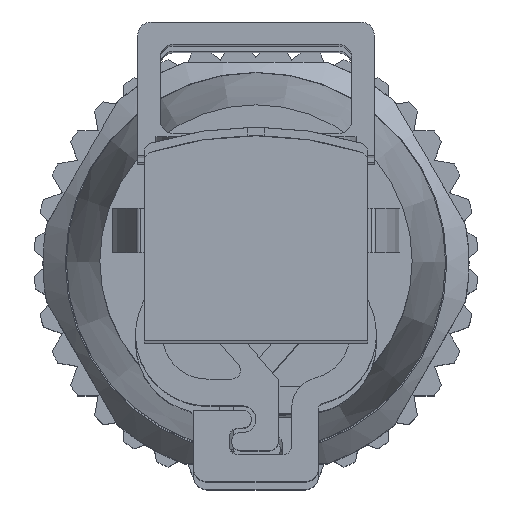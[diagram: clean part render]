
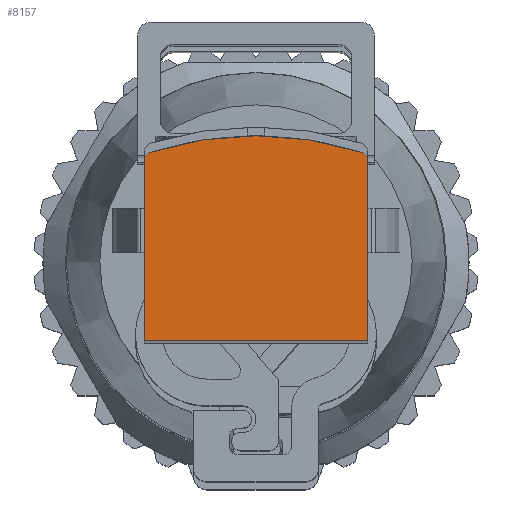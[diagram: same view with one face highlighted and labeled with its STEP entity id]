
A CAD part, top view. The second image highlights one B-rep face of the part: STEP entity #8157.
In plain terms, the highlighted planar face has unit normal (0, 0, 1).
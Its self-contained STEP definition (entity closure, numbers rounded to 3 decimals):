
#67=PLANE('',#8571);
#349=LINE('',#11268,#971);
#351=LINE('',#11271,#973);
#364=LINE('',#11298,#986);
#971=VECTOR('',#9316,1000.);
#973=VECTOR('',#9320,1000.);
#986=VECTOR('',#9341,1000.);
#1543=CIRCLE('',#8525,7.7);
#1562=CIRCLE('',#8553,0.2);
#1563=CIRCLE('',#8555,0.2);
#1957=ORIENTED_EDGE('',*,*,#3700,.T.);
#1958=ORIENTED_EDGE('',*,*,#3723,.T.);
#1959=ORIENTED_EDGE('',*,*,#3740,.T.);
#1960=ORIENTED_EDGE('',*,*,#3725,.T.);
#1961=ORIENTED_EDGE('',*,*,#3702,.T.);
#1962=ORIENTED_EDGE('',*,*,#3646,.T.);
#3646=EDGE_CURVE('',#4556,#4555,#1543,.T.);
#3700=EDGE_CURVE('',#4555,#4600,#1562,.T.);
#3702=EDGE_CURVE('',#4601,#4556,#1563,.T.);
#3723=EDGE_CURVE('',#4600,#4617,#349,.T.);
#3725=EDGE_CURVE('',#4618,#4601,#351,.T.);
#3740=EDGE_CURVE('',#4617,#4618,#364,.T.);
#4555=VERTEX_POINT('',#11111);
#4556=VERTEX_POINT('',#11113);
#4600=VERTEX_POINT('',#11219);
#4601=VERTEX_POINT('',#11223);
#4617=VERTEX_POINT('',#11267);
#4618=VERTEX_POINT('',#11272);
#5172=EDGE_LOOP('',(#1957,#1958,#1959,#1960,#1961,#1962));
#5592=FACE_BOUND('',#5172,.T.);
#8157=ADVANCED_FACE('',(#5592),#67,.T.);
#8525=AXIS2_PLACEMENT_3D('',#11112,#9189,#9190);
#8553=AXIS2_PLACEMENT_3D('',#11220,#9280,#9281);
#8555=AXIS2_PLACEMENT_3D('',#11224,#9285,#9286);
#8571=AXIS2_PLACEMENT_3D('',#11302,#9348,#9349);
#9189=DIRECTION('',(0.,0.,1.));
#9190=DIRECTION('',(1.,0.,0.));
#9280=DIRECTION('',(0.,0.,1.));
#9281=DIRECTION('',(1.,0.,0.));
#9285=DIRECTION('',(0.,0.,1.));
#9286=DIRECTION('',(1.,0.,0.));
#9316=DIRECTION('',(0.,-1.,0.));
#9320=DIRECTION('',(0.,1.,0.));
#9341=DIRECTION('',(1.,0.,0.));
#9348=DIRECTION('',(0.,0.,1.));
#9349=DIRECTION('',(1.,0.,0.));
#11111=CARTESIAN_POINT('',(-2.361,4.229,26.3));
#11112=CARTESIAN_POINT('',(0.,-3.1,26.3));
#11113=CARTESIAN_POINT('',(2.361,4.229,26.3));
#11219=CARTESIAN_POINT('',(-2.5,4.039,26.3));
#11220=CARTESIAN_POINT('',(-2.3,4.039,26.3));
#11223=CARTESIAN_POINT('',(2.5,4.039,26.3));
#11224=CARTESIAN_POINT('',(2.3,4.039,26.3));
#11267=CARTESIAN_POINT('',(-2.5,0.,26.3));
#11268=CARTESIAN_POINT('',(-2.5,4.039,26.3));
#11271=CARTESIAN_POINT('',(2.5,0.,26.3));
#11272=CARTESIAN_POINT('',(2.5,0.,26.3));
#11298=CARTESIAN_POINT('',(-2.5,0.,26.3));
#11302=CARTESIAN_POINT('',(-2.3,4.039,26.3));
